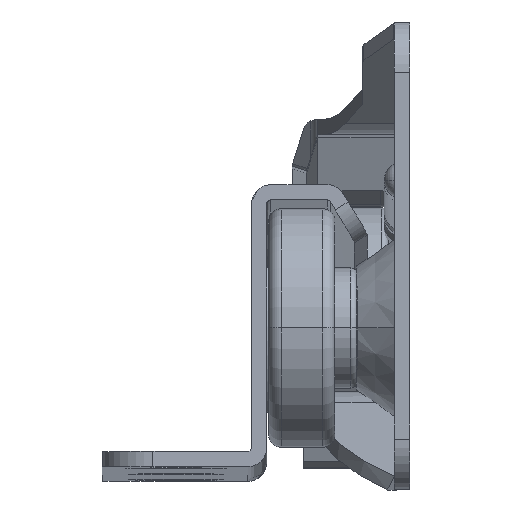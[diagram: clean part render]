
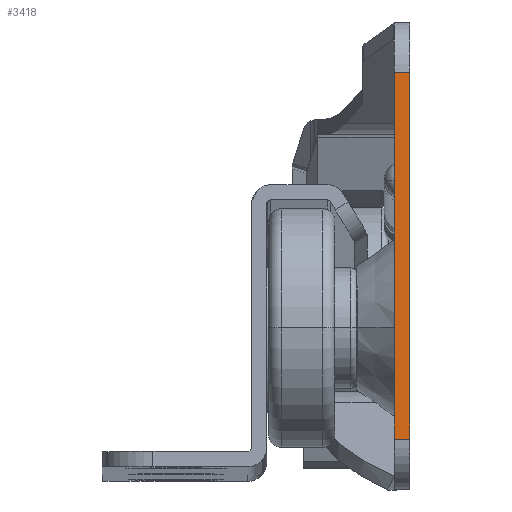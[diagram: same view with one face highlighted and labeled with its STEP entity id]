
A CAD part, top view. The second image highlights one B-rep face of the part: STEP entity #3418.
In plain terms, the highlighted planar face has unit normal (0, 0, 1).
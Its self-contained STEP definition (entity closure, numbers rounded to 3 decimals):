
#960 = AXIS2_PLACEMENT_3D ( 'NONE', #1047, #4460, #1185 ) ;
#1047 = CARTESIAN_POINT ( 'NONE',  ( -1.2, -18., 0. ) ) ;
#1071 = VERTEX_POINT ( 'NONE', #3485 ) ;
#1185 = DIRECTION ( 'NONE',  ( 1., 0., 0. ) ) ;
#1845 = DIRECTION ( 'NONE',  ( 0., -1., 0. ) ) ;
#2418 = ORIENTED_EDGE ( 'NONE', *, *, #11722, .T. ) ;
#3418 = ADVANCED_FACE ( 'NONE', ( #7512 ), #10877, .T. ) ;
#3485 = CARTESIAN_POINT ( 'NONE',  ( -1.2, -14., 0. ) ) ;
#3600 = VECTOR ( 'NONE', #9934, 1000. ) ;
#3839 = LINE ( 'NONE', #3974, #10779 ) ;
#3974 = CARTESIAN_POINT ( 'NONE',  ( -1.2, -18., 0. ) ) ;
#4104 = DIRECTION ( 'NONE',  ( 1., 0., 0. ) ) ;
#4460 = DIRECTION ( 'NONE',  ( 0., 0., 1. ) ) ;
#4761 = CARTESIAN_POINT ( 'NONE',  ( -1.2, 15., 0. ) ) ;
#4767 = LINE ( 'NONE', #9100, #13373 ) ;
#5190 = EDGE_CURVE ( 'NONE', #9625, #11488, #4767, .T. ) ;
#5720 = VECTOR ( 'NONE', #4104, 1000. ) ;
#5744 = EDGE_CURVE ( 'NONE', #9625, #12514, #7161, .T. ) ;
#7161 = LINE ( 'NONE', #13999, #3600 ) ;
#7512 = FACE_OUTER_BOUND ( 'NONE', #9605, .T. ) ;
#7634 = CARTESIAN_POINT ( 'NONE',  ( 0., -14., 0. ) ) ;
#9100 = CARTESIAN_POINT ( 'NONE',  ( -1.2, 15., 0. ) ) ;
#9447 = EDGE_CURVE ( 'NONE', #1071, #12514, #11593, .T. ) ;
#9605 = EDGE_LOOP ( 'NONE', ( #2418, #11844, #12965, #13551 ) ) ;
#9625 = VERTEX_POINT ( 'NONE', #10144 ) ;
#9934 = DIRECTION ( 'NONE',  ( 0., -1., 0. ) ) ;
#10144 = CARTESIAN_POINT ( 'NONE',  ( 0., 15., 0. ) ) ;
#10398 = DIRECTION ( 'NONE',  ( -1., 0., 0. ) ) ;
#10779 = VECTOR ( 'NONE', #1845, 1000. ) ;
#10877 = PLANE ( 'NONE',  #960 ) ;
#11488 = VERTEX_POINT ( 'NONE', #4761 ) ;
#11593 = LINE ( 'NONE', #13871, #5720 ) ;
#11722 = EDGE_CURVE ( 'NONE', #11488, #1071, #3839, .T. ) ;
#11844 = ORIENTED_EDGE ( 'NONE', *, *, #9447, .T. ) ;
#12514 = VERTEX_POINT ( 'NONE', #7634 ) ;
#12965 = ORIENTED_EDGE ( 'NONE', *, *, #5744, .F. ) ;
#13373 = VECTOR ( 'NONE', #10398, 1000. ) ;
#13551 = ORIENTED_EDGE ( 'NONE', *, *, #5190, .T. ) ;
#13871 = CARTESIAN_POINT ( 'NONE',  ( -1.2, -14., 0. ) ) ;
#13999 = CARTESIAN_POINT ( 'NONE',  ( 0., -18., 0. ) ) ;
